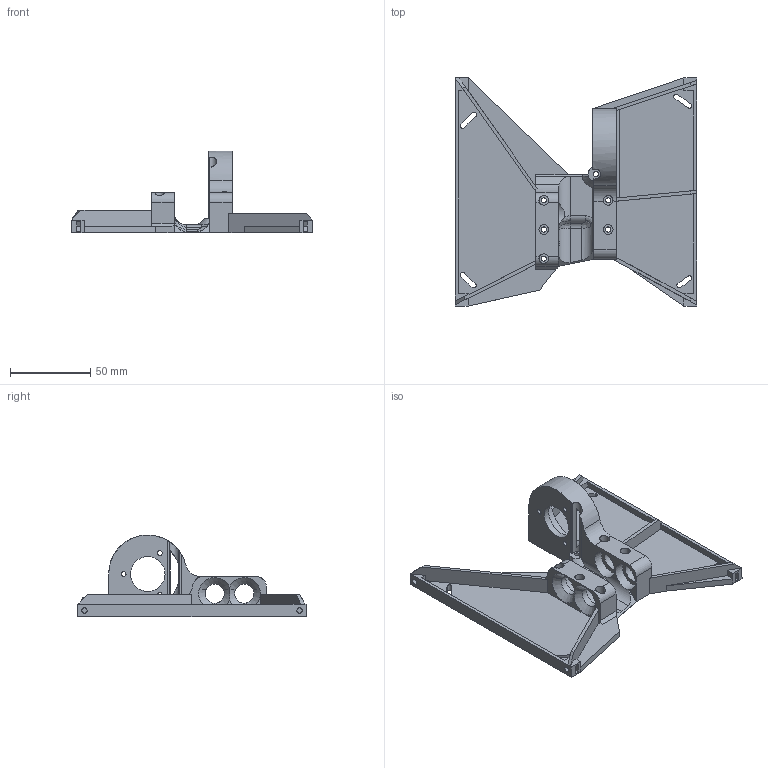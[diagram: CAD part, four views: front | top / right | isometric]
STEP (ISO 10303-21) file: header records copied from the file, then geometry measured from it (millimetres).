
FILE_DESCRIPTION(/* description */ (''),/* implementation_level */ '2;1');
FILE_NAME(/* name */ 'winchbot-topbracket-2.stp',/* time_stamp */ '2017-07-21T12:46:38-07:00',/* author */ (''),/* organization */ (''),/* preprocessor_version */ 'ST-DEVELOPER v16.13',/* originating_system */ 'Autodesk Translation Framework v6.1.1.50',/* authorisation */ '');
FILE_SCHEMA (('AUTOMOTIVE_DESIGN { 1 0 10303 214 3 1 1 }'));
Length unit declared in the file: millimetre
Products named in the file (1): winchbot-topbracket-2
Bounding box: 150 x 141.74 x 50.95 mm (x, y, z)
Volume: 99719.2 mm3; surface area: 55550.8 mm2
Topology: 1 solids, 1 shells, 203 faces, 558 edges, 363 vertices
Faces by surface type: plane 126, cylinder 66, bspline 6, cone 5
Full cylindrical faces by diameter (mm): 3 x3, 3.2 x6, 3.4 x8, 6 x5, 12 x4, 17.3 x4, 21.5 x1, 40 x1
Entity records: 6623 total; most frequent: CARTESIAN_POINT 1557, ORIENTED_EDGE 1012, DIRECTION 1009, EDGE_CURVE 506, VERTEX_POINT 348, AXIS2_PLACEMENT_3D 341, LINE 327, VECTOR 327
